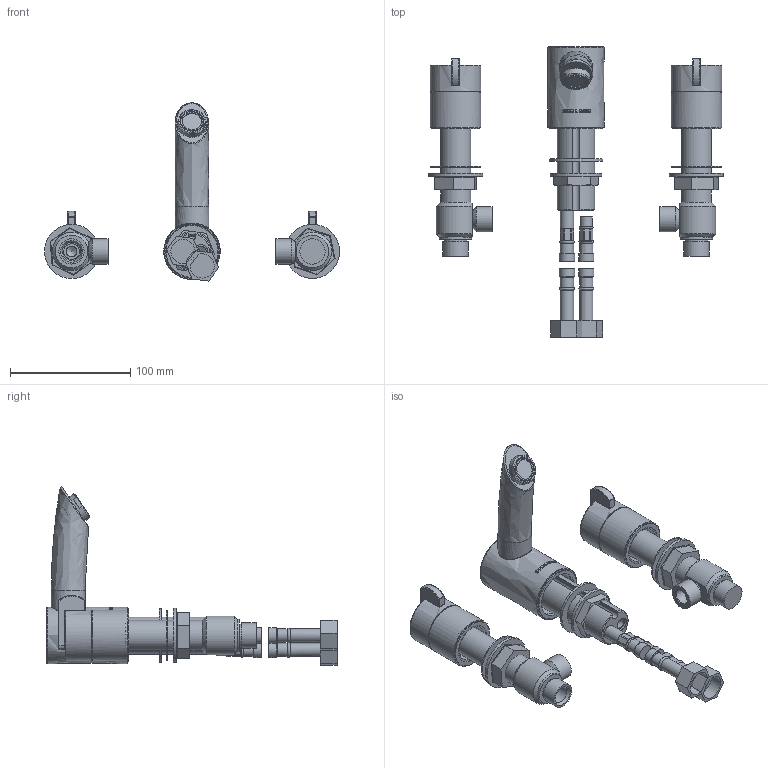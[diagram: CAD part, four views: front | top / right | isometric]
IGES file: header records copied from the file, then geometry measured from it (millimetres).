
Global section: file name: V114-NP; native system: Autodesk Inventor 2018; preprocessor: unknown; author: mstonelake; date: 20180907.082656; units: millimetre
Bounding box: 244.97 x 241.03 x 147.93 mm (x, y, z)
Volume: 472265.3 mm3; surface area: 165611.7 mm2
Topology: 36 solids, 36 shells, 1592 faces, 4340 edges, 2904 vertices
Faces by surface type: bspline 1592
